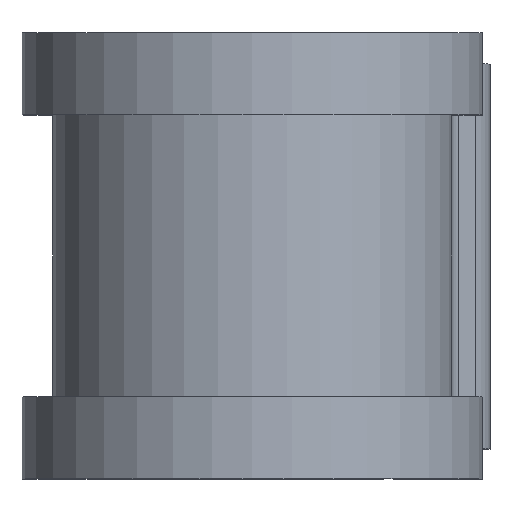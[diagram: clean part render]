
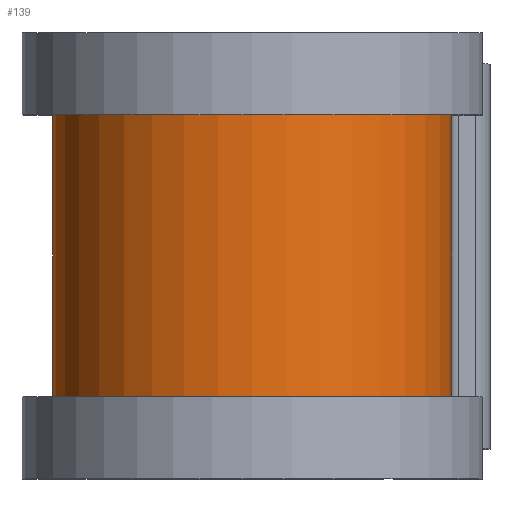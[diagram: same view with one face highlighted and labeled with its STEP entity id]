
A CAD part, top view. The second image highlights one B-rep face of the part: STEP entity #139.
In plain terms, the highlighted cylindrical face has radius 9.881 mm (diameter 19.761 mm), a partial arc.
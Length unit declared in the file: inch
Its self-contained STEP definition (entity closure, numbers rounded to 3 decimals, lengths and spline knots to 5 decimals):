
#36 = DIRECTION ( 'NONE',  ( 0., -1., 0. ) ) ;
#41 = CARTESIAN_POINT ( 'NONE',  ( 0., -0.275, 0. ) ) ;
#139 = ADVANCED_FACE ( 'NONE', ( #724 ), #659, .T. ) ;
#154 = EDGE_CURVE ( 'NONE', #289, #1183, #683, .T. ) ;
#212 = ORIENTED_EDGE ( 'NONE', *, *, #154, .T. ) ;
#268 = DIRECTION ( 'NONE',  ( 0., 0., -1. ) ) ;
#289 = VERTEX_POINT ( 'NONE', #1492 ) ;
#310 = VERTEX_POINT ( 'NONE', #911 ) ;
#398 = CARTESIAN_POINT ( 'NONE',  ( 0., 0.375, 0. ) ) ;
#427 = AXIS2_PLACEMENT_3D ( 'NONE', #1512, #1607, #268 ) ;
#508 = EDGE_CURVE ( 'NONE', #1183, #1293, #1530, .T. ) ;
#637 = EDGE_CURVE ( 'NONE', #289, #310, #1168, .T. ) ;
#659 = CYLINDRICAL_SURFACE ( 'NONE', #691, 0.389 ) ;
#671 = CARTESIAN_POINT ( 'NONE',  ( 0., 0.375, -0.389 ) ) ;
#683 = CIRCLE ( 'NONE', #427, 0.389 ) ;
#691 = AXIS2_PLACEMENT_3D ( 'NONE', #398, #1347, #1277 ) ;
#724 = FACE_OUTER_BOUND ( 'NONE', #924, .T. ) ;
#774 = DIRECTION ( 'NONE',  ( 0., -1., 0. ) ) ;
#800 = CARTESIAN_POINT ( 'NONE',  ( 0., 0.275, -0.389 ) ) ;
#826 = CARTESIAN_POINT ( 'NONE',  ( 0., -0.275, -0.389 ) ) ;
#911 = CARTESIAN_POINT ( 'NONE',  ( 0.389, -0.275, 0. ) ) ;
#924 = EDGE_LOOP ( 'NONE', ( #1035, #212, #1453, #1285 ) ) ;
#999 = DIRECTION ( 'NONE',  ( 0., 0., -1. ) ) ;
#1035 = ORIENTED_EDGE ( 'NONE', *, *, #637, .F. ) ;
#1148 = VECTOR ( 'NONE', #1633, 39.37008 ) ;
#1168 = LINE ( 'NONE', #1759, #1148 ) ;
#1183 = VERTEX_POINT ( 'NONE', #800 ) ;
#1203 = CIRCLE ( 'NONE', #1418, 0.389 ) ;
#1277 = DIRECTION ( 'NONE',  ( 0., 0., -1. ) ) ;
#1285 = ORIENTED_EDGE ( 'NONE', *, *, #1372, .F. ) ;
#1293 = VERTEX_POINT ( 'NONE', #826 ) ;
#1347 = DIRECTION ( 'NONE',  ( 0., -1., 0. ) ) ;
#1372 = EDGE_CURVE ( 'NONE', #310, #1293, #1203, .T. ) ;
#1418 = AXIS2_PLACEMENT_3D ( 'NONE', #41, #36, #999 ) ;
#1453 = ORIENTED_EDGE ( 'NONE', *, *, #508, .T. ) ;
#1492 = CARTESIAN_POINT ( 'NONE',  ( 0.389, 0.275, 0. ) ) ;
#1512 = CARTESIAN_POINT ( 'NONE',  ( 0., 0.275, 0. ) ) ;
#1530 = LINE ( 'NONE', #671, #1549 ) ;
#1549 = VECTOR ( 'NONE', #774, 39.37008 ) ;
#1607 = DIRECTION ( 'NONE',  ( 0., -1., 0. ) ) ;
#1633 = DIRECTION ( 'NONE',  ( 0., -1., 0. ) ) ;
#1759 = CARTESIAN_POINT ( 'NONE',  ( 0.389, 0.375, 0. ) ) ;
